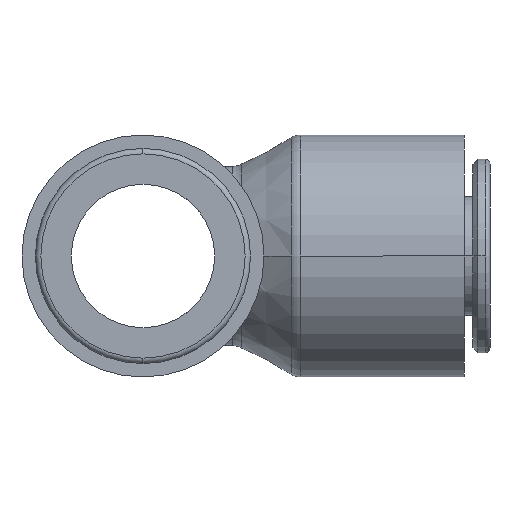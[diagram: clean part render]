
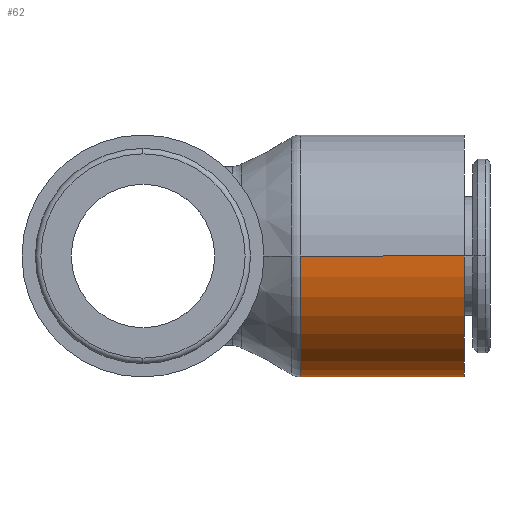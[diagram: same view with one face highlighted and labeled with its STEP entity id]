
A CAD part, left-side view. The second image highlights one B-rep face of the part: STEP entity #62.
In plain terms, the highlighted cylindrical face has radius 13.5 mm (diameter 27 mm), a partial arc.
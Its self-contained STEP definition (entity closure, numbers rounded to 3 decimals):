
#62=ADVANCED_FACE('',(#169),#170,.T.);
#169=FACE_OUTER_BOUND('',#362,.T.);
#170=CYLINDRICAL_SURFACE('',#363,13.5);
#362=EDGE_LOOP('',(#653,#654,#655,#656,#657));
#363=AXIS2_PLACEMENT_3D('',#658,#659,#660);
#653=ORIENTED_EDGE('',*,*,#1327,.F.);
#654=ORIENTED_EDGE('',*,*,#1328,.T.);
#655=ORIENTED_EDGE('',*,*,#1329,.T.);
#656=ORIENTED_EDGE('',*,*,#1330,.F.);
#657=ORIENTED_EDGE('',*,*,#1331,.F.);
#658=CARTESIAN_POINT('',(0.,-26.7,0.));
#659=DIRECTION('',(0.,-1.0,0.));
#660=DIRECTION('',(-1.0,0.,0.));
#1327=EDGE_CURVE('',#1620,#1621,#1622,.T.);
#1328=EDGE_CURVE('',#1620,#1623,#1624,.T.);
#1329=EDGE_CURVE('',#1623,#1625,#1626,.T.);
#1330=EDGE_CURVE('',#1627,#1625,#1628,.T.);
#1331=EDGE_CURVE('',#1621,#1627,#1629,.T.);
#1620=VERTEX_POINT('',#2023);
#1621=VERTEX_POINT('',#2024);
#1622=LINE('',#2025,#2026);
#1623=VERTEX_POINT('',#2027);
#1624=CIRCLE('',#2028,13.5);
#1625=VERTEX_POINT('',#2029);
#1626=CIRCLE('',#2030,13.5);
#1627=VERTEX_POINT('',#2031);
#1628=LINE('',#2032,#2033);
#1629=CIRCLE('',#2034,13.5);
#2023=CARTESIAN_POINT('',(-13.5,-17.55,0.));
#2024=CARTESIAN_POINT('',(-13.5,-35.85,0.));
#2025=CARTESIAN_POINT('',(-13.5,-26.7,0.));
#2026=VECTOR('',#2705,1.0);
#2027=CARTESIAN_POINT('',(0.,-17.55,-13.5));
#2028=AXIS2_PLACEMENT_3D('',#2706,#2707,#2708);
#2029=CARTESIAN_POINT('',(13.5,-17.55,0.));
#2030=AXIS2_PLACEMENT_3D('',#2709,#2710,#2711);
#2031=CARTESIAN_POINT('',(13.5,-35.85,0.));
#2032=CARTESIAN_POINT('',(13.5,-26.7,0.));
#2033=VECTOR('',#2712,1.0);
#2034=AXIS2_PLACEMENT_3D('',#2713,#2714,#2715);
#2705=DIRECTION('',(0.,-1.0,0.));
#2706=CARTESIAN_POINT('',(0.,-17.55,0.));
#2707=DIRECTION('',(0.,-1.0,0.));
#2708=DIRECTION('',(-1.0,0.,0.));
#2709=CARTESIAN_POINT('',(0.,-17.55,0.));
#2710=DIRECTION('',(0.,-1.0,0.));
#2711=DIRECTION('',(-1.0,0.,0.));
#2712=DIRECTION('',(0.,1.0,0.));
#2713=CARTESIAN_POINT('',(0.,-35.85,0.));
#2714=DIRECTION('',(0.,-1.0,0.));
#2715=DIRECTION('',(-1.0,0.,0.));
